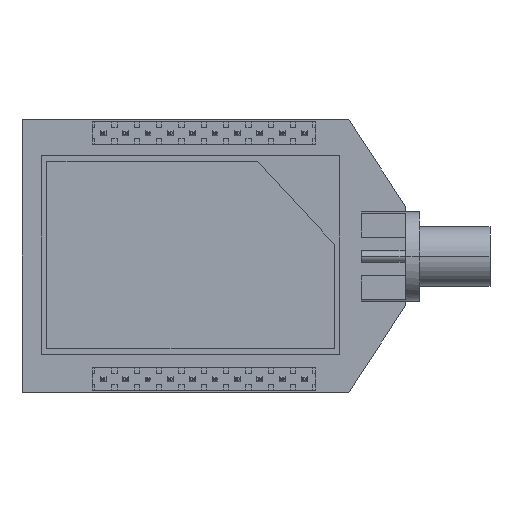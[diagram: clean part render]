
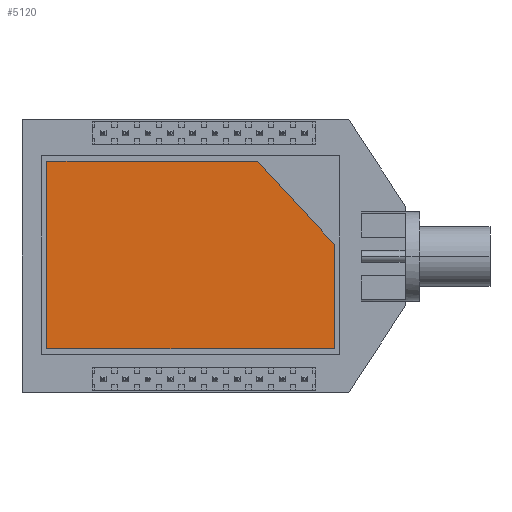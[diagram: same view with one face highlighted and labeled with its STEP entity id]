
A CAD part, front view. The second image highlights one B-rep face of the part: STEP entity #5120.
In plain terms, the highlighted face is planar.
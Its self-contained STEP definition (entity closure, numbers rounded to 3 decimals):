
#82 = DIRECTION ( 'NONE',  ( 0., 0., -1. ) ) ;
#831 = VERTEX_POINT ( 'NONE', #15352 ) ;
#914 = EDGE_CURVE ( 'NONE', #3122, #15930, #8866, .T. ) ;
#1522 = DIRECTION ( 'NONE',  ( 1., 0., 0. ) ) ;
#1799 = CARTESIAN_POINT ( 'NONE',  ( -9.87, 3.175, -26.17 ) ) ;
#3081 = VECTOR ( 'NONE', #21214, 1000. ) ;
#3122 = VERTEX_POINT ( 'NONE', #12864 ) ;
#3830 = VECTOR ( 'NONE', #1522, 1000. ) ;
#5120 = ADVANCED_FACE ( 'NONE', ( #20882 ), #13582, .F. ) ;
#5186 = VECTOR ( 'NONE', #15346, 1000. ) ;
#5827 = CARTESIAN_POINT ( 'NONE',  ( -17.28, 3.175, -19.33 ) ) ;
#6505 = VECTOR ( 'NONE', #16571, 1000. ) ;
#6605 = ORIENTED_EDGE ( 'NONE', *, *, #13596, .T. ) ;
#7657 = CARTESIAN_POINT ( 'NONE',  ( -0.5, 3.175, -0.5 ) ) ;
#8866 = LINE ( 'NONE', #21872, #3830 ) ;
#9256 = EDGE_CURVE ( 'NONE', #15930, #831, #11554, .T. ) ;
#9774 = CARTESIAN_POINT ( 'NONE',  ( -17.28, 3.175, -19.33 ) ) ;
#9780 = ORIENTED_EDGE ( 'NONE', *, *, #18592, .T. ) ;
#9926 = CARTESIAN_POINT ( 'NONE',  ( -17.28, 3.175, -19.33 ) ) ;
#10255 = DIRECTION ( 'NONE',  ( 0., -1., 0. ) ) ;
#10907 = CARTESIAN_POINT ( 'NONE',  ( -9.87, 3.175, -26.17 ) ) ;
#11554 = LINE ( 'NONE', #7657, #3081 ) ;
#11836 = AXIS2_PLACEMENT_3D ( 'NONE', #20447, #10255, #82 ) ;
#12768 = EDGE_LOOP ( 'NONE', ( #15706, #17261, #6605, #9780, #18568 ) ) ;
#12864 = CARTESIAN_POINT ( 'NONE',  ( -17.28, 3.175, -0.5 ) ) ;
#13044 = CARTESIAN_POINT ( 'NONE',  ( -0.5, 3.175, -0.5 ) ) ;
#13399 = VERTEX_POINT ( 'NONE', #10907 ) ;
#13582 = PLANE ( 'NONE',  #11836 ) ;
#13596 = EDGE_CURVE ( 'NONE', #13399, #14690, #19488, .T. ) ;
#14690 = VERTEX_POINT ( 'NONE', #9774 ) ;
#15346 = DIRECTION ( 'NONE',  ( -1., 0., 0. ) ) ;
#15352 = CARTESIAN_POINT ( 'NONE',  ( -0.5, 3.175, -26.17 ) ) ;
#15706 = ORIENTED_EDGE ( 'NONE', *, *, #9256, .T. ) ;
#15930 = VERTEX_POINT ( 'NONE', #13044 ) ;
#15949 = DIRECTION ( 'NONE',  ( 0., 0., 1. ) ) ;
#16571 = DIRECTION ( 'NONE',  ( -0.735, 0., 0.678 ) ) ;
#16836 = LINE ( 'NONE', #5827, #21407 ) ;
#17261 = ORIENTED_EDGE ( 'NONE', *, *, #18985, .T. ) ;
#18568 = ORIENTED_EDGE ( 'NONE', *, *, #914, .T. ) ;
#18592 = EDGE_CURVE ( 'NONE', #14690, #3122, #16836, .T. ) ;
#18985 = EDGE_CURVE ( 'NONE', #831, #13399, #19269, .T. ) ;
#19269 = LINE ( 'NONE', #1799, #5186 ) ;
#19488 = LINE ( 'NONE', #9926, #6505 ) ;
#20447 = CARTESIAN_POINT ( 'NONE',  ( 0., 3.175, 0. ) ) ;
#20882 = FACE_OUTER_BOUND ( 'NONE', #12768, .T. ) ;
#21214 = DIRECTION ( 'NONE',  ( 0., 0., -1. ) ) ;
#21407 = VECTOR ( 'NONE', #15949, 1000. ) ;
#21872 = CARTESIAN_POINT ( 'NONE',  ( -0.5, 3.175, -0.5 ) ) ;
